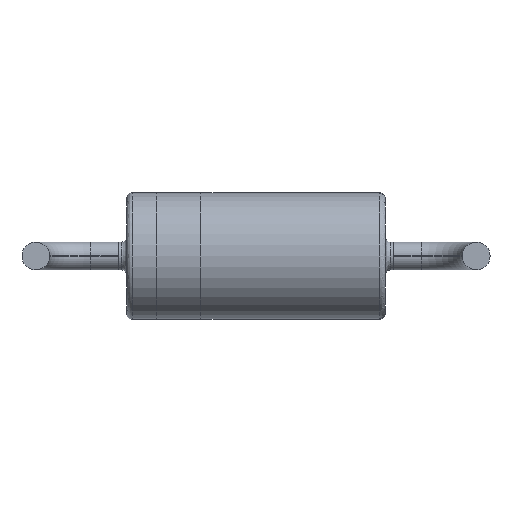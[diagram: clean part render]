
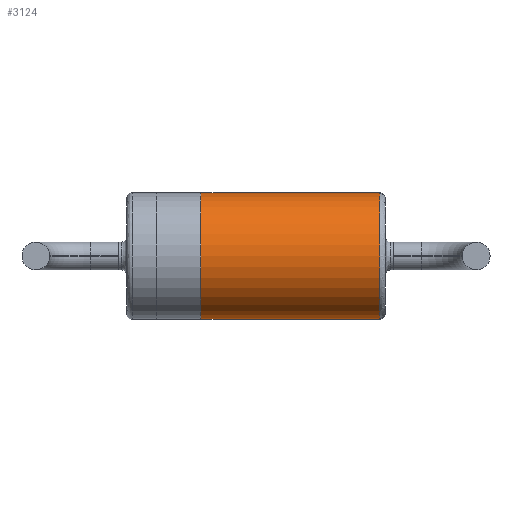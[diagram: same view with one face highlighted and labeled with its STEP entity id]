
A CAD part, front view. The second image highlights one B-rep face of the part: STEP entity #3124.
In plain terms, the highlighted cylindrical face has radius 1.15 mm (diameter 2.3 mm), a full revolution.
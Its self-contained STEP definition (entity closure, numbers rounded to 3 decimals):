
#3053 = SURFACE_OF_REVOLUTION('',#3054,#3059);
#3054 = CIRCLE('',#3055,0.1);
#3055 = AXIS2_PLACEMENT_3D('',#3056,#3057,#3058);
#3056 = CARTESIAN_POINT('',(2.25,2.2,0.));
#3057 = DIRECTION('',(0.,0.,1.));
#3058 = DIRECTION('',(1.,0.,0.));
#3059 = AXIS1_PLACEMENT('',#3060,#3061);
#3060 = CARTESIAN_POINT('',(2.5,1.15,0.));
#3061 = DIRECTION('',(1.,0.,0.));
#3074 = VERTEX_POINT('',#3075);
#3075 = CARTESIAN_POINT('',(2.25,2.3,0.));
#3097 = EDGE_CURVE('',#3074,#3074,#3098,.T.);
#3098 = SURFACE_CURVE('',#3099,(#3104,#3111),.PCURVE_S1.);
#3099 = CIRCLE('',#3100,1.15);
#3100 = AXIS2_PLACEMENT_3D('',#3101,#3102,#3103);
#3101 = CARTESIAN_POINT('',(2.25,1.15,0.));
#3102 = DIRECTION('',(1.,0.,-0.));
#3103 = DIRECTION('',(0.,1.,0.));
#3104 = PCURVE('',#3053,#3105);
#3105 = DEFINITIONAL_REPRESENTATION('',(#3106),#3110);
#3106 = LINE('',#3107,#3108);
#3107 = CARTESIAN_POINT('',(0.,1.571));
#3108 = VECTOR('',#3109,1.);
#3109 = DIRECTION('',(1.,0.));
#3110 = ( GEOMETRIC_REPRESENTATION_CONTEXT(2) 
PARAMETRIC_REPRESENTATION_CONTEXT() REPRESENTATION_CONTEXT('2D SPACE',''
  ) );
#3111 = PCURVE('',#3112,#3117);
#3112 = CYLINDRICAL_SURFACE('',#3113,1.15);
#3113 = AXIS2_PLACEMENT_3D('',#3114,#3115,#3116);
#3114 = CARTESIAN_POINT('',(2.25,1.15,0.));
#3115 = DIRECTION('',(-1.,0.,-0.));
#3116 = DIRECTION('',(0.,1.,0.));
#3117 = DEFINITIONAL_REPRESENTATION('',(#3118),#3122);
#3118 = LINE('',#3119,#3120);
#3119 = CARTESIAN_POINT('',(-0.,0.));
#3120 = VECTOR('',#3121,1.);
#3121 = DIRECTION('',(-1.,0.));
#3122 = ( GEOMETRIC_REPRESENTATION_CONTEXT(2) 
PARAMETRIC_REPRESENTATION_CONTEXT() REPRESENTATION_CONTEXT('2D SPACE',''
  ) );
#3124 = ADVANCED_FACE('',(#3125),#3112,.T.);
#3125 = FACE_BOUND('',#3126,.F.);
#3126 = EDGE_LOOP('',(#3127,#3128,#3151,#3178));
#3127 = ORIENTED_EDGE('',*,*,#3097,.T.);
#3128 = ORIENTED_EDGE('',*,*,#3129,.T.);
#3129 = EDGE_CURVE('',#3074,#3130,#3132,.T.);
#3130 = VERTEX_POINT('',#3131);
#3131 = CARTESIAN_POINT('',(-1.,2.3,0.));
#3132 = SEAM_CURVE('',#3133,(#3137,#3144),.PCURVE_S1.);
#3133 = LINE('',#3134,#3135);
#3134 = CARTESIAN_POINT('',(2.25,2.3,0.));
#3135 = VECTOR('',#3136,1.);
#3136 = DIRECTION('',(-1.,0.,0.));
#3137 = PCURVE('',#3112,#3138);
#3138 = DEFINITIONAL_REPRESENTATION('',(#3139),#3143);
#3139 = LINE('',#3140,#3141);
#3140 = CARTESIAN_POINT('',(-0.,0.));
#3141 = VECTOR('',#3142,1.);
#3142 = DIRECTION('',(-0.,1.));
#3143 = ( GEOMETRIC_REPRESENTATION_CONTEXT(2) 
PARAMETRIC_REPRESENTATION_CONTEXT() REPRESENTATION_CONTEXT('2D SPACE',''
  ) );
#3144 = PCURVE('',#3112,#3145);
#3145 = DEFINITIONAL_REPRESENTATION('',(#3146),#3150);
#3146 = LINE('',#3147,#3148);
#3147 = CARTESIAN_POINT('',(-6.283,0.));
#3148 = VECTOR('',#3149,1.);
#3149 = DIRECTION('',(-0.,1.));
#3150 = ( GEOMETRIC_REPRESENTATION_CONTEXT(2) 
PARAMETRIC_REPRESENTATION_CONTEXT() REPRESENTATION_CONTEXT('2D SPACE',''
  ) );
#3151 = ORIENTED_EDGE('',*,*,#3152,.F.);
#3152 = EDGE_CURVE('',#3130,#3130,#3153,.T.);
#3153 = SURFACE_CURVE('',#3154,(#3159,#3166),.PCURVE_S1.);
#3154 = CIRCLE('',#3155,1.15);
#3155 = AXIS2_PLACEMENT_3D('',#3156,#3157,#3158);
#3156 = CARTESIAN_POINT('',(-1.,1.15,0.));
#3157 = DIRECTION('',(1.,0.,-0.));
#3158 = DIRECTION('',(0.,1.,0.));
#3159 = PCURVE('',#3112,#3160);
#3160 = DEFINITIONAL_REPRESENTATION('',(#3161),#3165);
#3161 = LINE('',#3162,#3163);
#3162 = CARTESIAN_POINT('',(-0.,3.25));
#3163 = VECTOR('',#3164,1.);
#3164 = DIRECTION('',(-1.,0.));
#3165 = ( GEOMETRIC_REPRESENTATION_CONTEXT(2) 
PARAMETRIC_REPRESENTATION_CONTEXT() REPRESENTATION_CONTEXT('2D SPACE',''
  ) );
#3166 = PCURVE('',#3167,#3172);
#3167 = CYLINDRICAL_SURFACE('',#3168,1.15);
#3168 = AXIS2_PLACEMENT_3D('',#3169,#3170,#3171);
#3169 = CARTESIAN_POINT('',(-1.,1.15,0.));
#3170 = DIRECTION('',(-1.,0.,-0.));
#3171 = DIRECTION('',(0.,1.,0.));
#3172 = DEFINITIONAL_REPRESENTATION('',(#3173),#3177);
#3173 = LINE('',#3174,#3175);
#3174 = CARTESIAN_POINT('',(-0.,0.));
#3175 = VECTOR('',#3176,1.);
#3176 = DIRECTION('',(-1.,0.));
#3177 = ( GEOMETRIC_REPRESENTATION_CONTEXT(2) 
PARAMETRIC_REPRESENTATION_CONTEXT() REPRESENTATION_CONTEXT('2D SPACE',''
  ) );
#3178 = ORIENTED_EDGE('',*,*,#3129,.F.);
